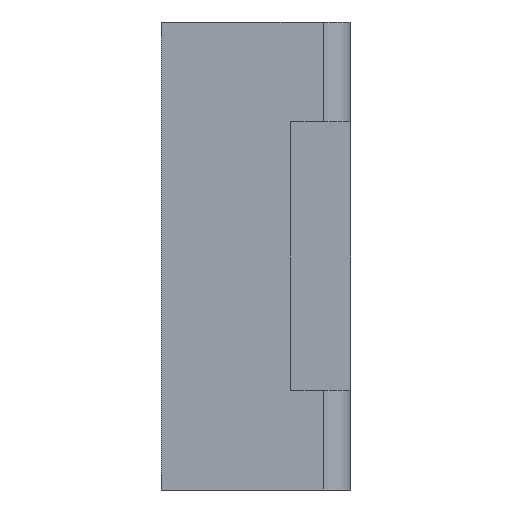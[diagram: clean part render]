
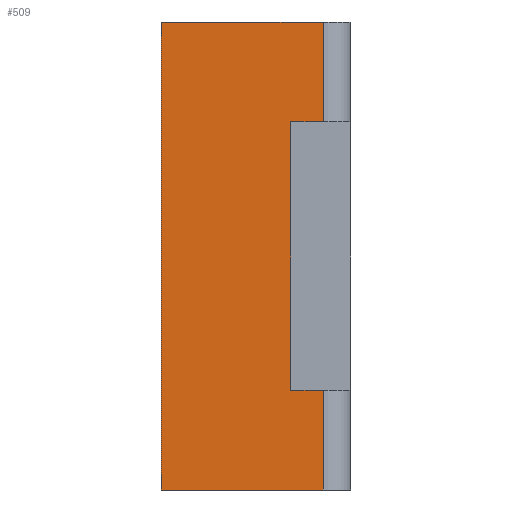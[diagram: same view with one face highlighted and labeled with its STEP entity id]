
A CAD part, left-side view. The second image highlights one B-rep face of the part: STEP entity #509.
In plain terms, the highlighted planar face has unit normal (-1, 0, 0).
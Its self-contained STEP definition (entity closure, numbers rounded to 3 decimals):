
#60=FACE_OUTER_BOUND('',#92,.T.);
#92=EDGE_LOOP('',(#391,#392,#393,#394,#395,#396,#397,#398));
#145=LINE('',#795,#197);
#148=LINE('',#801,#200);
#149=LINE('',#808,#201);
#150=LINE('',#812,#202);
#153=LINE('',#819,#205);
#154=LINE('',#821,#206);
#155=LINE('',#823,#207);
#156=LINE('',#824,#208);
#197=VECTOR('',#631,10.);
#200=VECTOR('',#636,10.);
#201=VECTOR('',#643,10.);
#202=VECTOR('',#648,10.);
#205=VECTOR('',#655,10.);
#206=VECTOR('',#656,10.);
#207=VECTOR('',#657,10.);
#208=VECTOR('',#658,10.);
#248=VERTEX_POINT('',#791);
#249=VERTEX_POINT('',#793);
#251=VERTEX_POINT('',#799);
#253=VERTEX_POINT('',#805);
#254=VERTEX_POINT('',#807);
#255=VERTEX_POINT('',#811);
#258=VERTEX_POINT('',#820);
#259=VERTEX_POINT('',#822);
#301=EDGE_CURVE('',#249,#248,#145,.T.);
#304=EDGE_CURVE('',#249,#251,#148,.T.);
#307=EDGE_CURVE('',#253,#254,#149,.T.);
#309=EDGE_CURVE('',#254,#255,#150,.T.);
#313=EDGE_CURVE('',#251,#255,#153,.T.);
#314=EDGE_CURVE('',#253,#258,#154,.T.);
#315=EDGE_CURVE('',#258,#259,#155,.T.);
#316=EDGE_CURVE('',#259,#248,#156,.T.);
#391=ORIENTED_EDGE('',*,*,#301,.F.);
#392=ORIENTED_EDGE('',*,*,#304,.T.);
#393=ORIENTED_EDGE('',*,*,#313,.T.);
#394=ORIENTED_EDGE('',*,*,#309,.F.);
#395=ORIENTED_EDGE('',*,*,#307,.F.);
#396=ORIENTED_EDGE('',*,*,#314,.T.);
#397=ORIENTED_EDGE('',*,*,#315,.T.);
#398=ORIENTED_EDGE('',*,*,#316,.T.);
#488=PLANE('',#558);
#509=ADVANCED_FACE('',(#60),#488,.T.);
#558=AXIS2_PLACEMENT_3D('',#818,#653,#654);
#631=DIRECTION('',(0.,0.,-1.));
#636=DIRECTION('',(0.,1.,0.));
#643=DIRECTION('',(0.,0.,-1.));
#648=DIRECTION('',(0.,1.,0.));
#653=DIRECTION('center_axis',(-1.,0.,0.));
#654=DIRECTION('ref_axis',(0.,0.,-1.));
#655=DIRECTION('',(0.,0.,1.));
#656=DIRECTION('',(0.,1.,0.));
#657=DIRECTION('',(0.,0.,-1.));
#658=DIRECTION('',(0.,-1.,0.));
#791=CARTESIAN_POINT('',(10.99,235.6,38.079));
#793=CARTESIAN_POINT('',(10.99,235.6,48.079));
#795=CARTESIAN_POINT('',(10.99,235.6,60.));
#799=CARTESIAN_POINT('',(10.99,238.85,48.079));
#801=CARTESIAN_POINT('',(10.99,234.85,48.079));
#805=CARTESIAN_POINT('',(10.99,235.6,85.079));
#807=CARTESIAN_POINT('',(10.99,235.6,75.08));
#808=CARTESIAN_POINT('',(10.99,235.6,60.));
#811=CARTESIAN_POINT('',(10.99,238.85,75.08));
#812=CARTESIAN_POINT('',(10.99,233.85,75.08));
#818=CARTESIAN_POINT('Origin',(10.99,232.85,60.));
#819=CARTESIAN_POINT('',(10.99,238.85,61.546));
#820=CARTESIAN_POINT('',(10.99,251.85,85.079));
#821=CARTESIAN_POINT('',(10.99,232.85,85.079));
#822=CARTESIAN_POINT('',(10.99,251.85,38.079));
#823=CARTESIAN_POINT('',(10.99,251.85,84.079));
#824=CARTESIAN_POINT('',(10.99,232.85,38.079));
